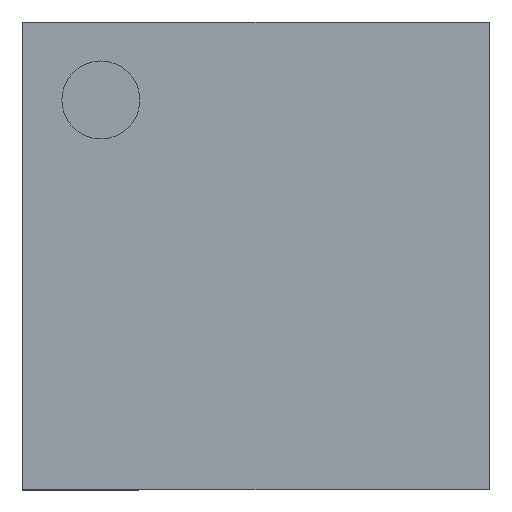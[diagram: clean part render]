
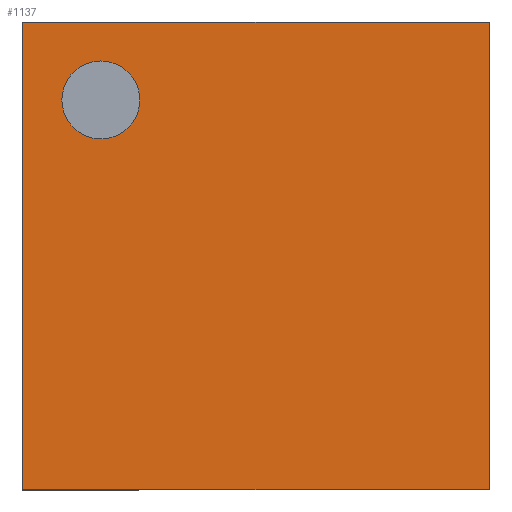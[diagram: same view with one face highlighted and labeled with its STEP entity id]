
A CAD part, top view. The second image highlights one B-rep face of the part: STEP entity #1137.
In plain terms, the highlighted planar face has unit normal (0, 0, 1).
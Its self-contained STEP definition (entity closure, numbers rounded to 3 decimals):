
#52 = CARTESIAN_POINT ( 'NONE',  ( 1.495, 1.5, 0.8 ) ) ;
#80 = LINE ( 'NONE', #4066, #2855 ) ;
#141 = VERTEX_POINT ( 'NONE', #3508 ) ;
#221 = AXIS2_PLACEMENT_3D ( 'NONE', #1502, #885, #2535 ) ;
#367 = EDGE_CURVE ( 'NONE', #141, #1869, #1216, .T. ) ;
#438 = FACE_OUTER_BOUND ( 'NONE', #801, .T. ) ;
#472 = CARTESIAN_POINT ( 'NONE',  ( 1.495, -1.5, 0.8 ) ) ;
#660 = EDGE_CURVE ( 'NONE', #1815, #1608, #1804, .T. ) ;
#712 = ORIENTED_EDGE ( 'NONE', *, *, #2634, .F. ) ;
#801 = EDGE_LOOP ( 'NONE', ( #1885, #3713, #4209, #3757 ) ) ;
#878 = EDGE_CURVE ( 'NONE', #1608, #141, #80, .T. ) ;
#880 = AXIS2_PLACEMENT_3D ( 'NONE', #1324, #3349, #2707 ) ;
#885 = DIRECTION ( 'NONE',  ( 0., 0., 1. ) ) ;
#942 = DIRECTION ( 'NONE',  ( 1., 0., 0. ) ) ;
#1001 = CARTESIAN_POINT ( 'NONE',  ( -0.995, 1., 0.8 ) ) ;
#1003 = CIRCLE ( 'NONE', #3800, 0.25 ) ;
#1137 = ADVANCED_FACE ( 'NONE', ( #3056, #438 ), #2109, .T. ) ;
#1216 = LINE ( 'NONE', #2017, #1423 ) ;
#1324 = CARTESIAN_POINT ( 'NONE',  ( -0.995, 1., 0.8 ) ) ;
#1423 = VECTOR ( 'NONE', #3783, 1000. ) ;
#1492 = DIRECTION ( 'NONE',  ( 0., 1., 0. ) ) ;
#1502 = CARTESIAN_POINT ( 'NONE',  ( 0., 0., 0.8 ) ) ;
#1608 = VERTEX_POINT ( 'NONE', #52 ) ;
#1621 = CIRCLE ( 'NONE', #880, 0.25 ) ;
#1740 = LINE ( 'NONE', #4029, #4273 ) ;
#1791 = EDGE_CURVE ( 'NONE', #2760, #4310, #1621, .T. ) ;
#1804 = LINE ( 'NONE', #472, #4431 ) ;
#1815 = VERTEX_POINT ( 'NONE', #2677 ) ;
#1869 = VERTEX_POINT ( 'NONE', #2325 ) ;
#1885 = ORIENTED_EDGE ( 'NONE', *, *, #367, .T. ) ;
#2017 = CARTESIAN_POINT ( 'NONE',  ( -1.495, -1.5, 0.8 ) ) ;
#2109 = PLANE ( 'NONE',  #221 ) ;
#2325 = CARTESIAN_POINT ( 'NONE',  ( -1.495, -1.5, 0.8 ) ) ;
#2535 = DIRECTION ( 'NONE',  ( 1., 0., 0. ) ) ;
#2634 = EDGE_CURVE ( 'NONE', #4310, #2760, #1003, .T. ) ;
#2677 = CARTESIAN_POINT ( 'NONE',  ( 1.495, -1.5, 0.8 ) ) ;
#2707 = DIRECTION ( 'NONE',  ( 1., 0., 0. ) ) ;
#2760 = VERTEX_POINT ( 'NONE', #3163 ) ;
#2855 = VECTOR ( 'NONE', #4035, 1000. ) ;
#2998 = DIRECTION ( 'NONE',  ( 1., 0., 0. ) ) ;
#3056 = FACE_BOUND ( 'NONE', #3145, .T. ) ;
#3145 = EDGE_LOOP ( 'NONE', ( #3595, #712 ) ) ;
#3163 = CARTESIAN_POINT ( 'NONE',  ( -1.245, 1., 0.8 ) ) ;
#3283 = EDGE_CURVE ( 'NONE', #1869, #1815, #1740, .T. ) ;
#3349 = DIRECTION ( 'NONE',  ( 0., 0., 1. ) ) ;
#3508 = CARTESIAN_POINT ( 'NONE',  ( -1.495, 1.5, 0.8 ) ) ;
#3595 = ORIENTED_EDGE ( 'NONE', *, *, #1791, .F. ) ;
#3713 = ORIENTED_EDGE ( 'NONE', *, *, #3283, .T. ) ;
#3757 = ORIENTED_EDGE ( 'NONE', *, *, #878, .T. ) ;
#3783 = DIRECTION ( 'NONE',  ( 0., -1., 0. ) ) ;
#3800 = AXIS2_PLACEMENT_3D ( 'NONE', #1001, #4430, #942 ) ;
#4029 = CARTESIAN_POINT ( 'NONE',  ( 1.495, -1.5, 0.8 ) ) ;
#4035 = DIRECTION ( 'NONE',  ( -1., 0., 0. ) ) ;
#4066 = CARTESIAN_POINT ( 'NONE',  ( 1.495, 1.5, 0.8 ) ) ;
#4209 = ORIENTED_EDGE ( 'NONE', *, *, #660, .T. ) ;
#4273 = VECTOR ( 'NONE', #2998, 1000. ) ;
#4307 = CARTESIAN_POINT ( 'NONE',  ( -0.745, 1., 0.8 ) ) ;
#4310 = VERTEX_POINT ( 'NONE', #4307 ) ;
#4430 = DIRECTION ( 'NONE',  ( 0., 0., 1. ) ) ;
#4431 = VECTOR ( 'NONE', #1492, 1000. ) ;
